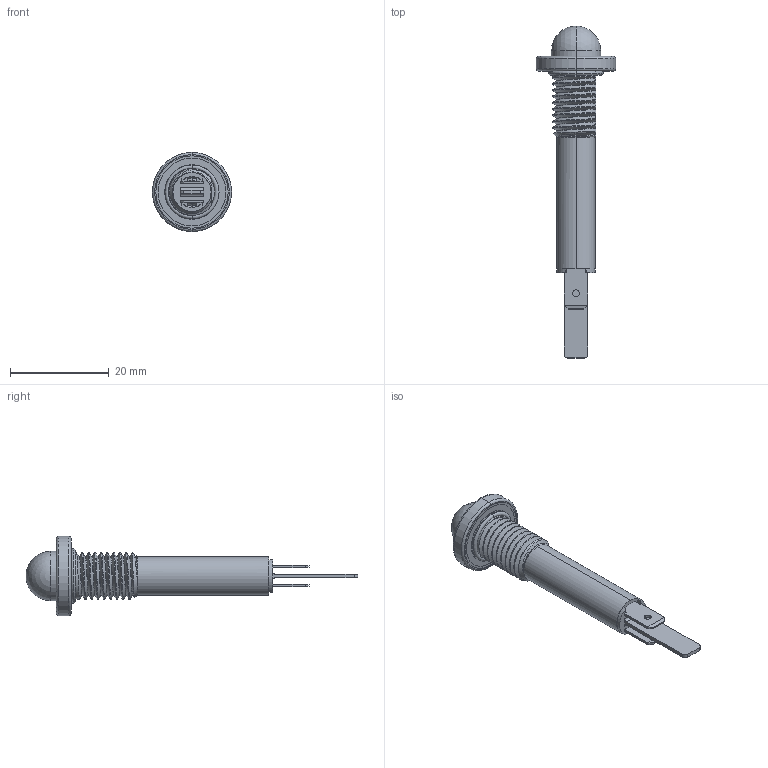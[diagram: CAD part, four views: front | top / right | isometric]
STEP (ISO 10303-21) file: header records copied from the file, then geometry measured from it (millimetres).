
FILE_DESCRIPTION (( 'STEP AP214' ), '1' );
FILE_NAME ('601xM series.STEP', '2018-02-06T17:58:16', ( '' ), ( '' ), 'SwSTEP 2.0', 'SolidWorks 2016', '' );
FILE_SCHEMA (( 'AUTOMOTIVE_DESIGN' ));
Length unit declared in the file: inch
Products named in the file (10): 7300010008; MZ4131; MZ1131-B3277; MT4472T-D9466_For General ASSY; MB1333x B10033; LN2728_LN2728 FOR A9720; E54861BK_WITH THREATH; E53204-09 - C6820; D11456 - B13071_D11456-01; 601xM series
Assembly tree (10 placements, depth 2):
  601xM series
    D11456 - B13071_D11456-01
    E53204-09 - C6820
    E54861BK_WITH THREATH
    LN2728_LN2728 FOR A9720
    MB1333x B10033
    MT4472T-D9466_For General ASSY  x2
    MZ1131-B3277
    MZ4131
    7300010008
Bounding box: 16 x 67.14 x 16 mm (x, y, z)
Volume: 1905.8 mm3; surface area: 5825.9 mm2
Topology: 10 solids, 11 shells, 422 faces, 1114 edges, 705 vertices
Faces by surface type: plane 184, cylinder 120, cone 46, torus 35, sphere 34, bspline 3
Entity records: 17232 total; most frequent: CARTESIAN_POINT 6140, ORIENTED_EDGE 1982, DIRECTION 1938, EDGE_CURVE 991, AXIS2_PLACEMENT_3D 737, VERTEX_POINT 630, LINE 464, VECTOR 464
